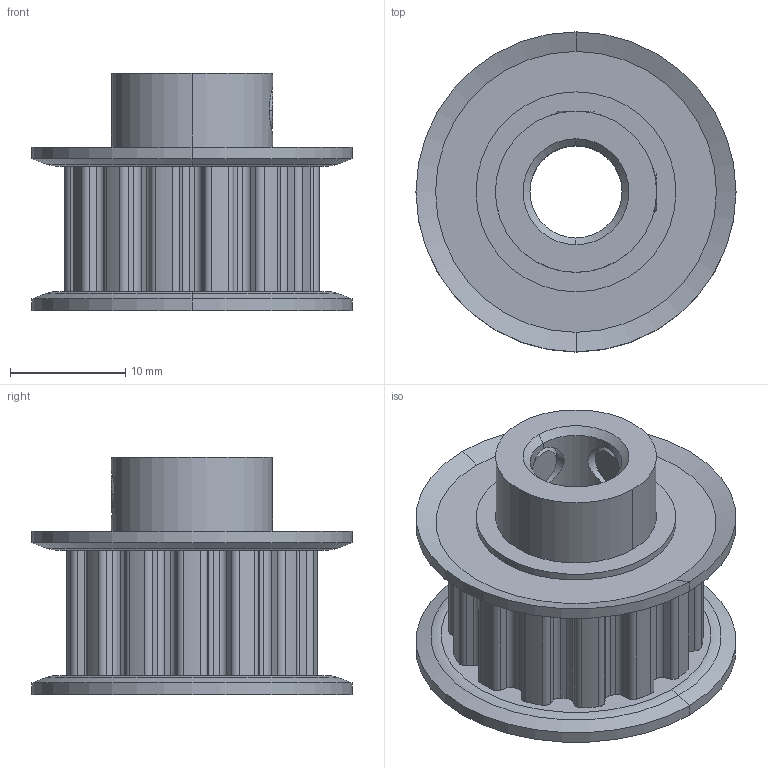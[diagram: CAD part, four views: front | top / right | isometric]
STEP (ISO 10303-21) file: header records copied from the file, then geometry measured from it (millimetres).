
FILE_DESCRIPTION((''),'2;1');
FILE_NAME('34990','2012-01-19T',('carefree'),(''),'PRO/ENGINEER BY PARAMETRIC TECHNOLOGY CORPORATION, 2005030','PRO/ENGINEER BY PARAMETRIC TECHNOLOGY CORPORATION, 2005030','');
FILE_SCHEMA(('CONFIG_CONTROL_DESIGN'));
Length unit declared in the file: millimetre
Products named in the file (1): 34990
Bounding box: 27.8 x 27.8 x 20.6 mm (x, y, z)
Volume: 5233.3 mm3; surface area: 3706.4 mm2
Topology: 1 solids, 1 shells, 181 faces, 494 edges, 324 vertices
Faces by surface type: cylinder 90, plane 67, cone 20, torus 4
Entity records: 6224 total; most frequent: CARTESIAN_POINT 1407, DIRECTION 1058, ORIENTED_EDGE 988, EDGE_CURVE 494, AXIS2_PLACEMENT_3D 391, VERTEX_POINT 324, VECTOR 276, LINE 276
